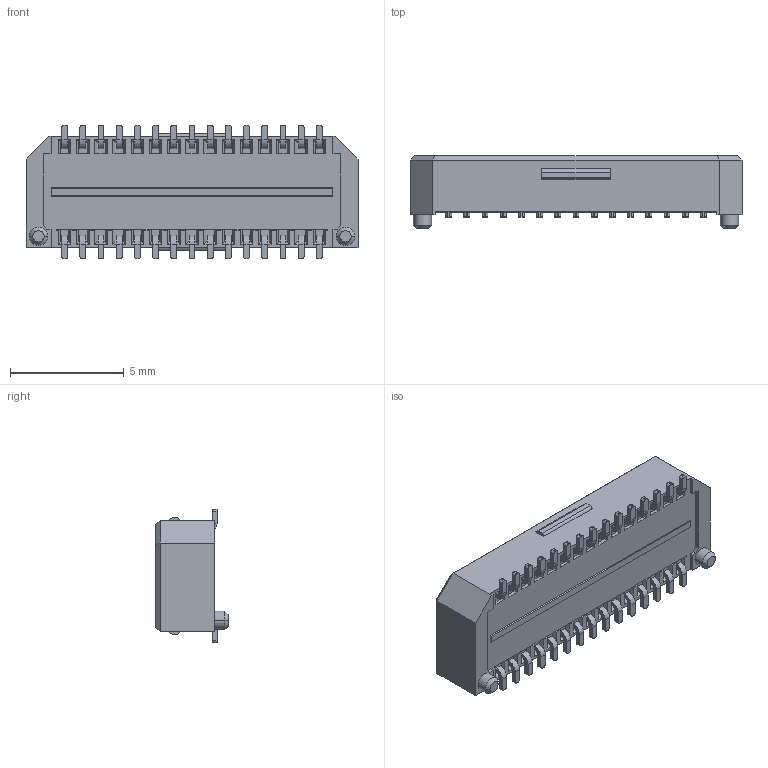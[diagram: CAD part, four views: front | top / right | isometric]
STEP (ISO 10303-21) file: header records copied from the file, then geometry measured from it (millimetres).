
FILE_DESCRIPTION( ('This file contains a STEP AP42 implementation' ,'as created by ZW3D STEP Interface translator.') ,'2;1' );
FILE_NAME( '3617-SXXX-027XXR01.stp' ,'23 323.113431', (''), ('ZWCAD Software Co.'), 'Version 1.0', 'ZW3D to STEP translator', '' );
FILE_SCHEMA(('AUTOMOTIVE_DESIGN { 1 0 10303 214 1 1 1 1 }'));
Length unit declared in the file: millimetre
Products named in the file (2): 0; 3617-SXXX-027XXR01
Bounding box: 14.6 x 3.2 x 5.88 mm (x, y, z)
Volume: 140.8 mm3; surface area: 416.3 mm2
Topology: 1 solids, 1 shells, 1542 faces, 3898 edges, 2454 vertices
Faces by surface type: plane 1230, cylinder 216, bspline 90, cone 6
Entity records: 50169 total; most frequent: CARTESIAN_POINT 11945, ORIENTED_EDGE 7796, DIRECTION 7064, EDGE_CURVE 3898, VECTOR 3278, LINE 3278, VERTEX_POINT 2454, AXIS2_PLACEMENT_3D 1893
